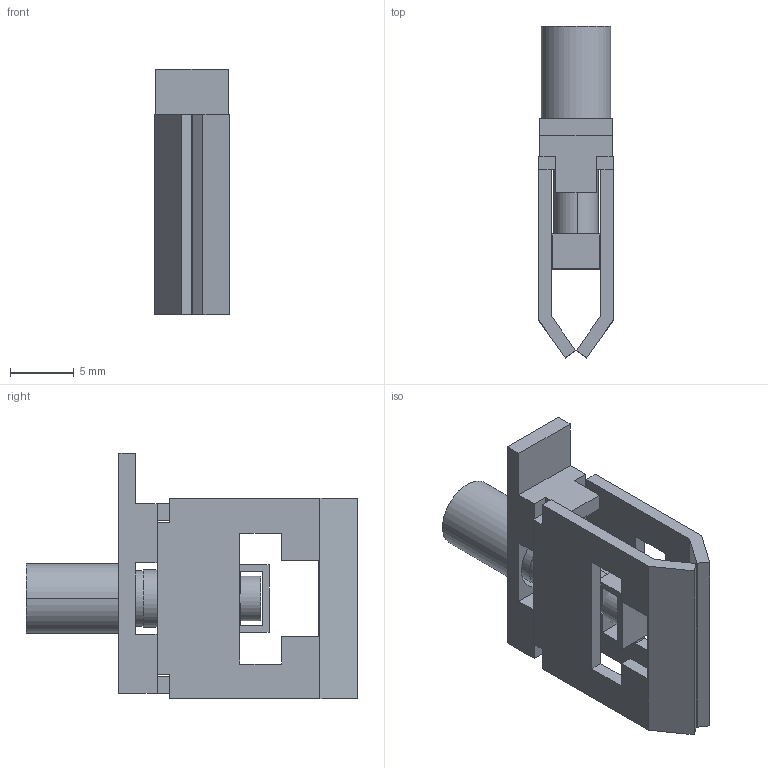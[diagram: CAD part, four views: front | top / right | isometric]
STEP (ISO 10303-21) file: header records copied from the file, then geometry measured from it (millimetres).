
FILE_DESCRIPTION (( 'STEP AP214' ), '1' );
FILE_NAME ('7205708.stp', '2020-06-23T09:50:57', ( '' ), ( '' ), 'SwSTEP 2.0', 'SolidWorks 2018', '' );
FILE_SCHEMA (( 'AUTOMOTIVE_DESIGN' ));
Length unit declared in the file: millimetre
Products named in the file (5): 7205708; 084900_Standard; P_0000008261_1_Standard; 084904_Standard; 084901_Standard
Assembly tree (4 placements, depth 2):
  7205708
    084900_Standard
    084901_Standard
    P_0000008261_1_Standard
    084904_Standard
Bounding box: 5.9 x 26.1 x 19.35 mm (x, y, z)
Volume: 846.3 mm3; surface area: 2003.9 mm2
Topology: 4 solids, 4 shells, 97 faces, 260 edges, 172 vertices
Faces by surface type: plane 83, cylinder 14
Entity records: 3208 total; most frequent: CARTESIAN_POINT 536, ORIENTED_EDGE 520, DIRECTION 500, EDGE_CURVE 260, LINE 228, VECTOR 228, VERTEX_POINT 172, AXIS2_PLACEMENT_3D 136
